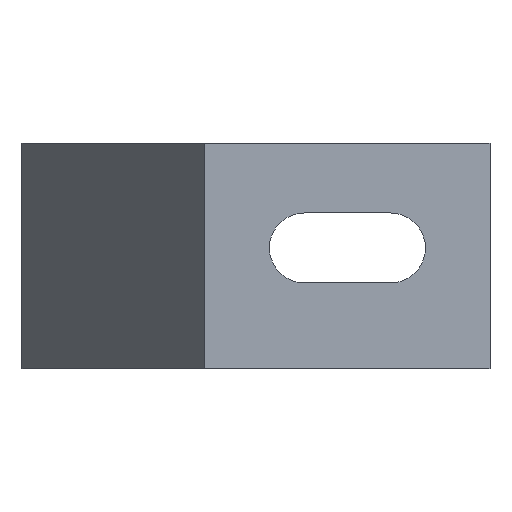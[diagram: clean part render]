
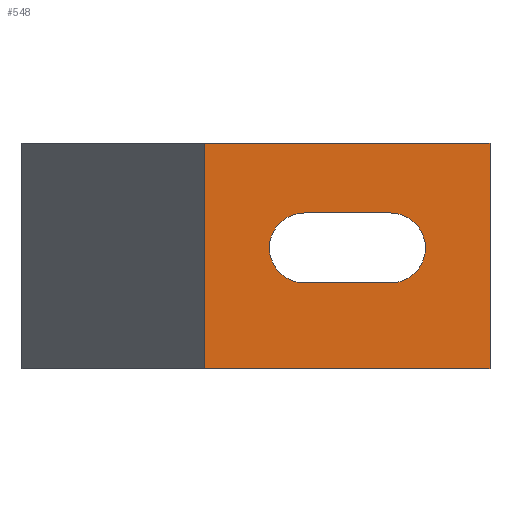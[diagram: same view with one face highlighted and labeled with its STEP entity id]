
A CAD part, front view. The second image highlights one B-rep face of the part: STEP entity #548.
In plain terms, the highlighted planar face has unit normal (0, -1, 0).
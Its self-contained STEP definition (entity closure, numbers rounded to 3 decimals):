
#12 = EDGE_LOOP ( 'NONE', ( #144, #622, #873, #494 ) ) ;
#46 = VERTEX_POINT ( 'NONE', #703 ) ;
#49 = ORIENTED_EDGE ( 'NONE', *, *, #249, .T. ) ;
#50 = EDGE_CURVE ( 'NONE', #871, #806, #720, .T. ) ;
#53 = CARTESIAN_POINT ( 'NONE',  ( 87., 0., -22.5 ) ) ;
#68 = CARTESIAN_POINT ( 'NONE',  ( 0., 0., -22.5 ) ) ;
#69 = CARTESIAN_POINT ( 'NONE',  ( 68.5, 0., -6.5 ) ) ;
#72 = DIRECTION ( 'NONE',  ( 1., 0., 0. ) ) ;
#78 = DIRECTION ( 'NONE',  ( -1., 0., 0. ) ) ;
#114 = EDGE_CURVE ( 'NONE', #46, #266, #756, .T. ) ;
#136 = CARTESIAN_POINT ( 'NONE',  ( 87., 0., 6.5 ) ) ;
#144 = ORIENTED_EDGE ( 'NONE', *, *, #318, .T. ) ;
#164 = VECTOR ( 'NONE', #185, 1000. ) ;
#177 = CARTESIAN_POINT ( 'NONE',  ( 87., 0., 19.5 ) ) ;
#180 = AXIS2_PLACEMENT_3D ( 'NONE', #53, #725, #297 ) ;
#185 = DIRECTION ( 'NONE',  ( 0., 0., -1. ) ) ;
#191 = LINE ( 'NONE', #762, #164 ) ;
#219 = DIRECTION ( 'NONE',  ( 0., 0., -1. ) ) ;
#227 = DIRECTION ( 'NONE',  ( 0., 0., 1. ) ) ;
#249 = EDGE_CURVE ( 'NONE', #266, #525, #353, .T. ) ;
#266 = VERTEX_POINT ( 'NONE', #69 ) ;
#271 = LINE ( 'NONE', #68, #894 ) ;
#273 = CARTESIAN_POINT ( 'NONE',  ( 68.5, 0., 0. ) ) ;
#282 = EDGE_LOOP ( 'NONE', ( #447, #391, #49, #610 ) ) ;
#297 = DIRECTION ( 'NONE',  ( 0., 0., -1. ) ) ;
#298 = VERTEX_POINT ( 'NONE', #314 ) ;
#314 = CARTESIAN_POINT ( 'NONE',  ( 52.5, 0., 6.5 ) ) ;
#318 = EDGE_CURVE ( 'NONE', #514, #886, #271, .T. ) ;
#325 = CARTESIAN_POINT ( 'NONE',  ( 87., 0., 19.5 ) ) ;
#339 = LINE ( 'NONE', #136, #928 ) ;
#349 = DIRECTION ( 'NONE',  ( 0., 1., 0. ) ) ;
#353 = LINE ( 'NONE', #435, #617 ) ;
#382 = CARTESIAN_POINT ( 'NONE',  ( 52.5, 0., 0. ) ) ;
#391 = ORIENTED_EDGE ( 'NONE', *, *, #114, .T. ) ;
#418 = DIRECTION ( 'NONE',  ( 0., 0., -1. ) ) ;
#432 = CIRCLE ( 'NONE', #765, 6.5 ) ;
#433 = FACE_OUTER_BOUND ( 'NONE', #12, .T. ) ;
#435 = CARTESIAN_POINT ( 'NONE',  ( 87., 0., -6.5 ) ) ;
#447 = ORIENTED_EDGE ( 'NONE', *, *, #582, .T. ) ;
#481 = CARTESIAN_POINT ( 'NONE',  ( 34., 0., -22.5 ) ) ;
#494 = ORIENTED_EDGE ( 'NONE', *, *, #859, .F. ) ;
#511 = FACE_BOUND ( 'NONE', #282, .T. ) ;
#514 = VERTEX_POINT ( 'NONE', #481 ) ;
#520 = DIRECTION ( 'NONE',  ( 0., 1., 0. ) ) ;
#525 = VERTEX_POINT ( 'NONE', #847 ) ;
#548 = ADVANCED_FACE ( 'NONE', ( #511, #433 ), #877, .T. ) ;
#580 = LINE ( 'NONE', #600, #744 ) ;
#582 = EDGE_CURVE ( 'NONE', #298, #46, #339, .T. ) ;
#600 = CARTESIAN_POINT ( 'NONE',  ( 34., 0., -22.5 ) ) ;
#602 = CARTESIAN_POINT ( 'NONE',  ( 34., 0., 19.5 ) ) ;
#610 = ORIENTED_EDGE ( 'NONE', *, *, #717, .T. ) ;
#617 = VECTOR ( 'NONE', #78, 1000. ) ;
#622 = ORIENTED_EDGE ( 'NONE', *, *, #939, .F. ) ;
#640 = AXIS2_PLACEMENT_3D ( 'NONE', #273, #349, #418 ) ;
#703 = CARTESIAN_POINT ( 'NONE',  ( 68.5, 0., 6.5 ) ) ;
#716 = DIRECTION ( 'NONE',  ( -1., 0., 0. ) ) ;
#717 = EDGE_CURVE ( 'NONE', #525, #298, #432, .T. ) ;
#720 = LINE ( 'NONE', #177, #791 ) ;
#725 = DIRECTION ( 'NONE',  ( 0., -1., 0. ) ) ;
#744 = VECTOR ( 'NONE', #227, 1000. ) ;
#756 = CIRCLE ( 'NONE', #640, 6.5 ) ;
#762 = CARTESIAN_POINT ( 'NONE',  ( 87., 0., -22.5 ) ) ;
#765 = AXIS2_PLACEMENT_3D ( 'NONE', #382, #520, #219 ) ;
#791 = VECTOR ( 'NONE', #716, 1000. ) ;
#806 = VERTEX_POINT ( 'NONE', #602 ) ;
#842 = CARTESIAN_POINT ( 'NONE',  ( 87., 0., -22.5 ) ) ;
#847 = CARTESIAN_POINT ( 'NONE',  ( 52.5, 0., -6.5 ) ) ;
#859 = EDGE_CURVE ( 'NONE', #514, #806, #580, .T. ) ;
#871 = VERTEX_POINT ( 'NONE', #325 ) ;
#873 = ORIENTED_EDGE ( 'NONE', *, *, #50, .T. ) ;
#877 = PLANE ( 'NONE',  #180 ) ;
#886 = VERTEX_POINT ( 'NONE', #842 ) ;
#894 = VECTOR ( 'NONE', #72, 1000. ) ;
#928 = VECTOR ( 'NONE', #956, 1000. ) ;
#939 = EDGE_CURVE ( 'NONE', #871, #886, #191, .T. ) ;
#956 = DIRECTION ( 'NONE',  ( 1., 0., 0. ) ) ;
